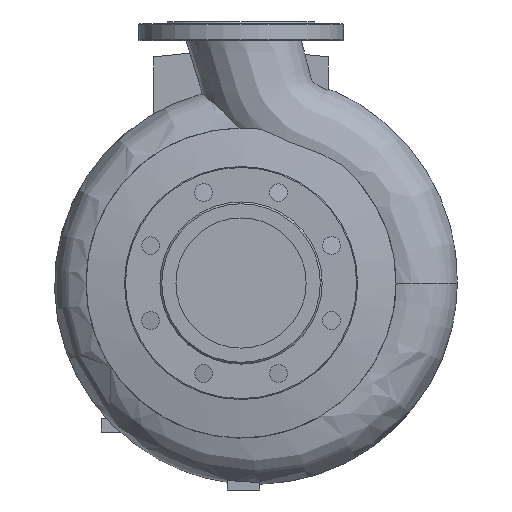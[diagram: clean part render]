
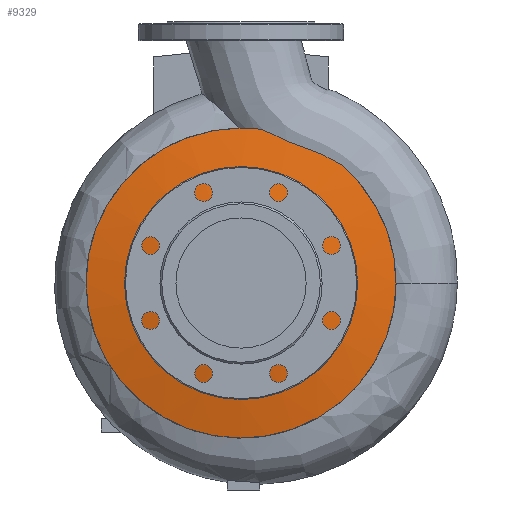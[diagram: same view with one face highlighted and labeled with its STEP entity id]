
A CAD part, left-side view. The second image highlights one B-rep face of the part: STEP entity #9329.
In plain terms, the highlighted conical face has half-angle 79.828 degrees and reference radius 125.565 mm.
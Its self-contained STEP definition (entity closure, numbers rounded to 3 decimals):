
#40=CONICAL_SURFACE('',#10243,125.565,1.393);
#367=FACE_BOUND('',#2272,.T.);
#772=CIRCLE('',#10244,166.28);
#773=CIRCLE('',#10245,84.85);
#1604=FACE_OUTER_BOUND('',#2271,.T.);
#2271=EDGE_LOOP('',(#8619,#8620));
#2272=EDGE_LOOP('',(#8621));
#2374=B_SPLINE_CURVE_WITH_KNOTS('',3,(#19391,#19392,#19393,#19394,#19395,
#19396,#19397,#19398,#19399,#19400,#19401,#19402,#19403,#19404,#19405,#19406,
#19407,#19408,#19409,#19410,#19411,#19412,#19413,#19414,#19415,#19416,#19417,
#19418,#19419,#19420,#19421,#19422,#19423,#19424,#19425,#19426,#19427,#19428,
#19429,#19430,#19431,#19432,#19433,#19434,#19435,#19436,#19437,#19438,#19439,
#19440,#19441,#19442),.UNSPECIFIED.,.F.,.F.,(4,3,3,3,3,3,3,3,3,3,3,3,3,
3,3,3,3,4),(23.571,23.607,23.632,23.642,
23.748,23.801,23.828,23.841,23.845,
23.849,23.854,23.898,23.929,23.945,
23.95,23.956,23.959,23.986),
 .UNSPECIFIED.);
#4806=VERTEX_POINT('',#19383);
#4807=VERTEX_POINT('',#19390);
#4814=VERTEX_POINT('',#19533);
#6085=EDGE_CURVE('',#4807,#4806,#2374,.T.);
#6095=EDGE_CURVE('',#4806,#4807,#772,.T.);
#6096=EDGE_CURVE('',#4814,#4814,#773,.T.);
#8619=ORIENTED_EDGE('',*,*,#6085,.T.);
#8620=ORIENTED_EDGE('',*,*,#6095,.T.);
#8621=ORIENTED_EDGE('',*,*,#6096,.F.);
#9329=ADVANCED_FACE('',(#1604,#367),#40,.T.);
#10243=AXIS2_PLACEMENT_3D('',#19531,#12807,#12808);
#10244=AXIS2_PLACEMENT_3D('',#19532,#12809,#12810);
#10245=AXIS2_PLACEMENT_3D('',#19534,#12811,#12812);
#12807=DIRECTION('center_axis',(1.,0.,0.));
#12808=DIRECTION('ref_axis',(0.,0.,1.));
#12809=DIRECTION('center_axis',(-1.,0.,0.));
#12810=DIRECTION('ref_axis',(0.,0.,1.));
#12811=DIRECTION('center_axis',(-1.,0.,0.));
#12812=DIRECTION('ref_axis',(0.,0.,1.));
#19383=CARTESIAN_POINT('',(-55.389,-23.461,324.617));
#19390=CARTESIAN_POINT('',(-55.389,-107.579,286.79));
#19391=CARTESIAN_POINT('Ctrl Pts',(-55.389,-107.579,286.79));
#19392=CARTESIAN_POINT('Ctrl Pts',(-55.437,-105.9,
287.865));
#19393=CARTESIAN_POINT('Ctrl Pts',(-55.487,-104.139,
288.949));
#19394=CARTESIAN_POINT('Ctrl Pts',(-55.538,-102.293,
290.035));
#19395=CARTESIAN_POINT('Ctrl Pts',(-55.575,-100.991,
290.801));
#19396=CARTESIAN_POINT('Ctrl Pts',(-55.612,-99.646,
291.568));
#19397=CARTESIAN_POINT('Ctrl Pts',(-55.65,-98.259,
292.333));
#19398=CARTESIAN_POINT('Ctrl Pts',(-55.666,-97.705,
292.638));
#19399=CARTESIAN_POINT('Ctrl Pts',(-55.681,-97.146,292.942));
#19400=CARTESIAN_POINT('Ctrl Pts',(-55.696,-96.592,
293.24));
#19401=CARTESIAN_POINT('Ctrl Pts',(-55.858,-90.674,
296.416));
#19402=CARTESIAN_POINT('Ctrl Pts',(-56.006,-85.021,
298.996));
#19403=CARTESIAN_POINT('Ctrl Pts',(-56.137,-79.791,
301.116));
#19404=CARTESIAN_POINT('Ctrl Pts',(-56.202,-77.176,
302.176));
#19405=CARTESIAN_POINT('Ctrl Pts',(-56.263,-74.667,
303.121));
#19406=CARTESIAN_POINT('Ctrl Pts',(-56.319,-72.283,
303.968));
#19407=CARTESIAN_POINT('Ctrl Pts',(-56.347,-71.091,
304.392));
#19408=CARTESIAN_POINT('Ctrl Pts',(-56.374,-69.931,
304.791));
#19409=CARTESIAN_POINT('Ctrl Pts',(-56.4,-68.805,
305.168));
#19410=CARTESIAN_POINT('Ctrl Pts',(-56.412,-68.241,
305.356));
#19411=CARTESIAN_POINT('Ctrl Pts',(-56.425,-67.687,305.539));
#19412=CARTESIAN_POINT('Ctrl Pts',(-56.437,-67.141,305.716));
#19413=CARTESIAN_POINT('Ctrl Pts',(-56.441,-66.964,305.774));
#19414=CARTESIAN_POINT('Ctrl Pts',(-56.445,-66.788,
305.831));
#19415=CARTESIAN_POINT('Ctrl Pts',(-56.448,-66.613,
305.887));
#19416=CARTESIAN_POINT('Ctrl Pts',(-56.452,-66.469,
305.933));
#19417=CARTESIAN_POINT('Ctrl Pts',(-56.455,-66.321,
305.981));
#19418=CARTESIAN_POINT('Ctrl Pts',(-56.458,-66.163,306.031));
#19419=CARTESIAN_POINT('Ctrl Pts',(-56.464,-65.922,
306.108));
#19420=CARTESIAN_POINT('Ctrl Pts',(-56.469,-65.663,306.191));
#19421=CARTESIAN_POINT('Ctrl Pts',(-56.475,-65.384,
306.278));
#19422=CARTESIAN_POINT('Ctrl Pts',(-56.524,-63.121,
306.992));
#19423=CARTESIAN_POINT('Ctrl Pts',(-56.584,-59.658,
308.127));
#19424=CARTESIAN_POINT('Ctrl Pts',(-56.585,-55.348,
309.709));
#19425=CARTESIAN_POINT('Ctrl Pts',(-56.586,-52.373,
310.802));
#19426=CARTESIAN_POINT('Ctrl Pts',(-56.559,-48.995,312.11));
#19427=CARTESIAN_POINT('Ctrl Pts',(-56.479,-45.335,313.658));
#19428=CARTESIAN_POINT('Ctrl Pts',(-56.437,-43.443,314.458));
#19429=CARTESIAN_POINT('Ctrl Pts',(-56.381,-41.476,
315.323));
#19430=CARTESIAN_POINT('Ctrl Pts',(-56.308,-39.451,
316.256));
#19431=CARTESIAN_POINT('Ctrl Pts',(-56.281,-38.709,
316.598));
#19432=CARTESIAN_POINT('Ctrl Pts',(-56.252,-37.959,316.949));
#19433=CARTESIAN_POINT('Ctrl Pts',(-56.22,-37.202,
317.309));
#19434=CARTESIAN_POINT('Ctrl Pts',(-56.191,-36.513,
317.637));
#19435=CARTESIAN_POINT('Ctrl Pts',(-56.161,-35.826,
317.968));
#19436=CARTESIAN_POINT('Ctrl Pts',(-56.129,-35.144,
318.302));
#19437=CARTESIAN_POINT('Ctrl Pts',(-56.106,-34.664,
318.538));
#19438=CARTESIAN_POINT('Ctrl Pts',(-56.083,-34.186,
318.774));
#19439=CARTESIAN_POINT('Ctrl Pts',(-56.059,-33.709,
319.013));
#19440=CARTESIAN_POINT('Ctrl Pts',(-55.882,-30.202,320.766));
#19441=CARTESIAN_POINT('Ctrl Pts',(-55.659,-26.795,322.621));
#19442=CARTESIAN_POINT('Ctrl Pts',(-55.389,-23.461,324.617));
#19531=CARTESIAN_POINT('Origin',(-62.695,0.,160.));
#19532=CARTESIAN_POINT('Origin',(-55.389,0.,160.));
#19533=CARTESIAN_POINT('',(-70.,0.,244.85));
#19534=CARTESIAN_POINT('Origin',(-70.,0.,160.));
